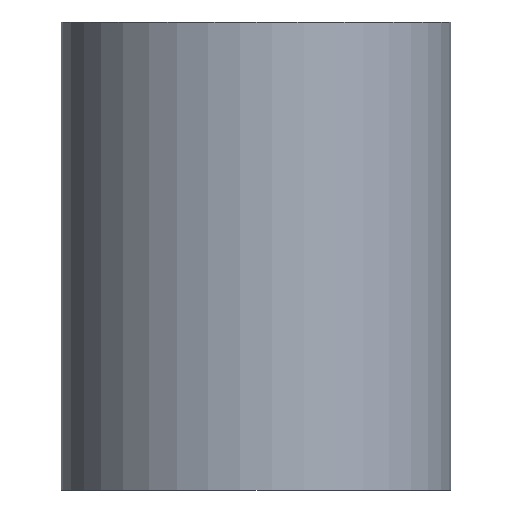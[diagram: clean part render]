
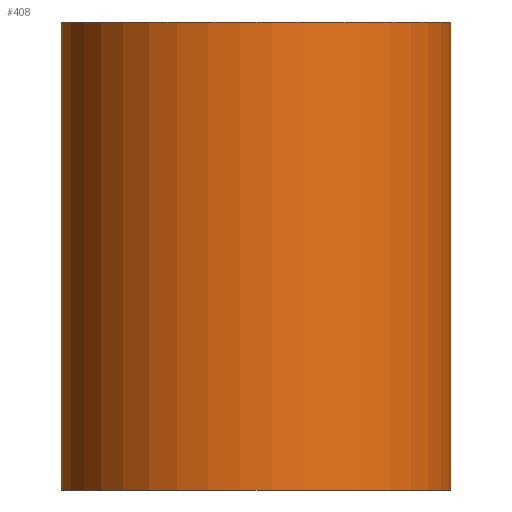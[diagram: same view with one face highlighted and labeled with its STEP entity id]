
A CAD part, front view. The second image highlights one B-rep face of the part: STEP entity #408.
In plain terms, the highlighted cylindrical face has radius 15.875 mm (diameter 31.75 mm), a partial arc.
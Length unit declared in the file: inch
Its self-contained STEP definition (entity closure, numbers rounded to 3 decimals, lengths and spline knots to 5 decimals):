
#33 = CARTESIAN_POINT ( 'NONE',  ( -1.37504, 0.00683, 0.75 ) ) ;
#35 = DIRECTION ( 'NONE',  ( 0., 0., -1. ) ) ;
#101 = AXIS2_PLACEMENT_3D ( 'NONE', #1460, #1446, #1449 ) ;
#235 = EDGE_LOOP ( 'NONE', ( #638, #639, #640, #641, #642, #643 ) ) ;
#408 = ADVANCED_FACE ( 'NONE', ( #1627 ), #560, .T. ) ;
#560 = CYLINDRICAL_SURFACE ( 'NONE', #101, 0.625 ) ;
#638 = ORIENTED_EDGE ( 'NONE', *, *, #1739, .F. ) ;
#639 = ORIENTED_EDGE ( 'NONE', *, *, #1725, .F. ) ;
#640 = ORIENTED_EDGE ( 'NONE', *, *, #1877, .F. ) ;
#641 = ORIENTED_EDGE ( 'NONE', *, *, #1760, .T. ) ;
#642 = ORIENTED_EDGE ( 'NONE', *, *, #1875, .T. ) ;
#643 = ORIENTED_EDGE ( 'NONE', *, *, #1073, .T. ) ;
#723 = CARTESIAN_POINT ( 'NONE',  ( -2.62496, 0.00683, -0.75 ) ) ;
#729 = CARTESIAN_POINT ( 'NONE',  ( -2.62496, 0.00683, 0. ) ) ;
#735 = CARTESIAN_POINT ( 'NONE',  ( -2.62496, 0.00683, 0.75 ) ) ;
#741 = CARTESIAN_POINT ( 'NONE',  ( -1.37504, 0.00683, -0.75 ) ) ;
#770 = CARTESIAN_POINT ( 'NONE',  ( -1.37504, 0.00683, 0.75 ) ) ;
#775 = CARTESIAN_POINT ( 'NONE',  ( -1.37504, 0.00683, 0. ) ) ;
#804 = AXIS2_PLACEMENT_3D ( 'NONE', #886, #887, #888 ) ;
#833 = AXIS2_PLACEMENT_3D ( 'NONE', #1517, #1518, #1519 ) ;
#886 = CARTESIAN_POINT ( 'NONE',  ( -2., 0., -0.75 ) ) ;
#887 = DIRECTION ( 'NONE',  ( 0., 0., 1. ) ) ;
#888 = DIRECTION ( 'NONE',  ( 1., 0., 0. ) ) ;
#1029 = CIRCLE ( 'NONE', #804, 0.625 ) ;
#1041 = LINE ( 'NONE', #33, #1042 ) ;
#1042 = VECTOR ( 'NONE', #35, 39.37008 ) ;
#1045 = LINE ( 'NONE', #1884, #1163 ) ;
#1073 = EDGE_CURVE ( 'NONE', #1144, #1311, #1029, .T. ) ;
#1144 = VERTEX_POINT ( 'NONE', #723 ) ;
#1150 = VERTEX_POINT ( 'NONE', #729 ) ;
#1156 = VERTEX_POINT ( 'NONE', #735 ) ;
#1163 = VECTOR ( 'NONE', #1886, 39.37008 ) ;
#1172 = LINE ( 'NONE', #1668, #1173 ) ;
#1173 = VECTOR ( 'NONE', #1669, 39.37008 ) ;
#1207 = LINE ( 'NONE', #1503, #1209 ) ;
#1209 = VECTOR ( 'NONE', #1502, 39.37008 ) ;
#1210 = CIRCLE ( 'NONE', #833, 0.625 ) ;
#1311 = VERTEX_POINT ( 'NONE', #741 ) ;
#1328 = VERTEX_POINT ( 'NONE', #770 ) ;
#1446 = DIRECTION ( 'NONE',  ( 0., 0., -1. ) ) ;
#1449 = DIRECTION ( 'NONE',  ( -1., 0., 0. ) ) ;
#1460 = CARTESIAN_POINT ( 'NONE',  ( -2., 0., 0.75 ) ) ;
#1502 = DIRECTION ( 'NONE',  ( 0., 0., -1. ) ) ;
#1503 = CARTESIAN_POINT ( 'NONE',  ( -2.62496, 0.00683, 0.75 ) ) ;
#1517 = CARTESIAN_POINT ( 'NONE',  ( -2., 0., 0.75 ) ) ;
#1518 = DIRECTION ( 'NONE',  ( 0., 0., 1. ) ) ;
#1519 = DIRECTION ( 'NONE',  ( 1., 0., 0. ) ) ;
#1606 = VERTEX_POINT ( 'NONE', #775 ) ;
#1627 = FACE_OUTER_BOUND ( 'NONE', #235, .T. ) ;
#1668 = CARTESIAN_POINT ( 'NONE',  ( -2.62496, 0.00683, 0.75 ) ) ;
#1669 = DIRECTION ( 'NONE',  ( 0., 0., -1. ) ) ;
#1725 = EDGE_CURVE ( 'NONE', #1328, #1606, #1041, .T. ) ;
#1739 = EDGE_CURVE ( 'NONE', #1606, #1311, #1045, .T. ) ;
#1760 = EDGE_CURVE ( 'NONE', #1156, #1150, #1172, .T. ) ;
#1875 = EDGE_CURVE ( 'NONE', #1150, #1144, #1207, .T. ) ;
#1877 = EDGE_CURVE ( 'NONE', #1156, #1328, #1210, .T. ) ;
#1884 = CARTESIAN_POINT ( 'NONE',  ( -1.37504, 0.00683, 0.75 ) ) ;
#1886 = DIRECTION ( 'NONE',  ( 0., 0., -1. ) ) ;
